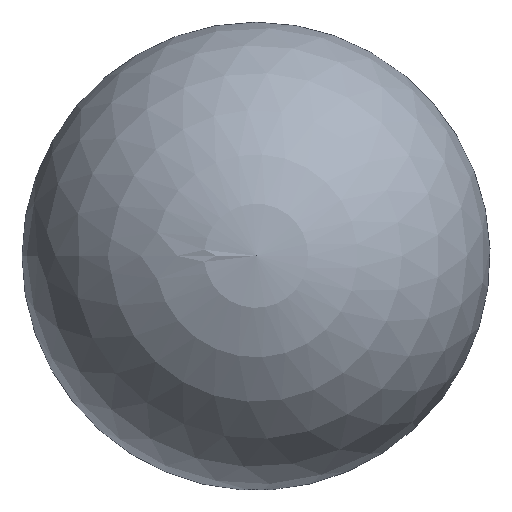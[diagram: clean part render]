
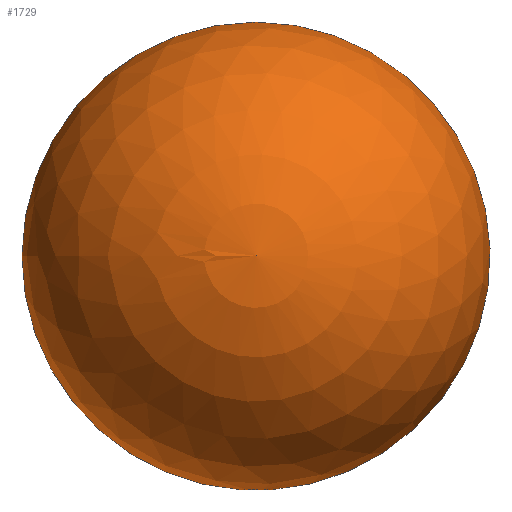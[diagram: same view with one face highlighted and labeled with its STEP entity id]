
A CAD part, top view. The second image highlights one B-rep face of the part: STEP entity #1729.
In plain terms, the highlighted spherical face has radius 75 mm.
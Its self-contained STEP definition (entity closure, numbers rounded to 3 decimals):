
#1192 = CARTESIAN_POINT ( 'NONE',  ( 0., -74.85, 0. ) ) ;
#1257 = AXIS2_PLACEMENT_3D ( 'NONE', #7352, #1974, #8290 ) ;
#1414 = DIRECTION ( 'NONE',  ( 0., 0., -1. ) ) ;
#1446 = DIRECTION ( 'NONE',  ( 0., 0., 1. ) ) ;
#1594 = EDGE_CURVE ( 'NONE', #9597, #3670, #8091, .T. ) ;
#1729 = ADVANCED_FACE ( 'NONE', ( #7524 ), #6813, .T. ) ;
#1974 = DIRECTION ( 'NONE',  ( 0., 1., 0. ) ) ;
#2133 = AXIS2_PLACEMENT_3D ( 'NONE', #2568, #2606, #2618 ) ;
#2519 = CARTESIAN_POINT ( 'NONE',  ( 0., -74.85, 4.747 ) ) ;
#2568 = CARTESIAN_POINT ( 'NONE',  ( 0., 0., 0. ) ) ;
#2606 = DIRECTION ( 'NONE',  ( 0., 0., -1. ) ) ;
#2618 = DIRECTION ( 'NONE',  ( -1., 0., 0. ) ) ;
#2629 = CARTESIAN_POINT ( 'NONE',  ( -4.747, -74.85, 0. ) ) ;
#2894 = ORIENTED_EDGE ( 'NONE', *, *, #1594, .T. ) ;
#2918 = DIRECTION ( 'NONE',  ( 0., 1., 0. ) ) ;
#3670 = VERTEX_POINT ( 'NONE', #2519 ) ;
#3837 = DIRECTION ( 'NONE',  ( 0., 0., 1. ) ) ;
#4219 = EDGE_CURVE ( 'NONE', #9947, #5033, #9399, .T. ) ;
#5033 = VERTEX_POINT ( 'NONE', #11711 ) ;
#6759 = CARTESIAN_POINT ( 'NONE',  ( 0., 0., 0. ) ) ;
#6800 = CARTESIAN_POINT ( 'NONE',  ( 0., 0., 0. ) ) ;
#6813 = SPHERICAL_SURFACE ( 'NONE', #2133, 75. ) ;
#7352 = CARTESIAN_POINT ( 'NONE',  ( 0., -74.85, 0. ) ) ;
#7524 = FACE_OUTER_BOUND ( 'NONE', #11254, .T. ) ;
#7539 = ORIENTED_EDGE ( 'NONE', *, *, #4219, .F. ) ;
#7694 = DIRECTION ( 'NONE',  ( -1., 0., 0. ) ) ;
#7740 = DIRECTION ( 'NONE',  ( 1., 0., 0. ) ) ;
#7746 = CARTESIAN_POINT ( 'NONE',  ( 0., 75., 0. ) ) ;
#7824 = ORIENTED_EDGE ( 'NONE', *, *, #8370, .T. ) ;
#8091 = CIRCLE ( 'NONE', #11510, 4.747 ) ;
#8290 = DIRECTION ( 'NONE',  ( 0., 0., 1. ) ) ;
#8370 = EDGE_CURVE ( 'NONE', #9947, #9597, #10080, .T. ) ;
#8529 = ORIENTED_EDGE ( 'NONE', *, *, #10692, .T. ) ;
#9399 = CIRCLE ( 'NONE', #11821, 75. ) ;
#9401 = AXIS2_PLACEMENT_3D ( 'NONE', #6800, #1446, #7740 ) ;
#9597 = VERTEX_POINT ( 'NONE', #2629 ) ;
#9947 = VERTEX_POINT ( 'NONE', #7746 ) ;
#10080 = CIRCLE ( 'NONE', #9401, 75. ) ;
#10692 = EDGE_CURVE ( 'NONE', #3670, #5033, #10812, .T. ) ;
#10812 = CIRCLE ( 'NONE', #1257, 4.747 ) ;
#11254 = EDGE_LOOP ( 'NONE', ( #7539, #7824, #2894, #8529 ) ) ;
#11510 = AXIS2_PLACEMENT_3D ( 'NONE', #1192, #2918, #3837 ) ;
#11711 = CARTESIAN_POINT ( 'NONE',  ( 4.747, -74.85, 0. ) ) ;
#11821 = AXIS2_PLACEMENT_3D ( 'NONE', #6759, #1414, #7694 ) ;
